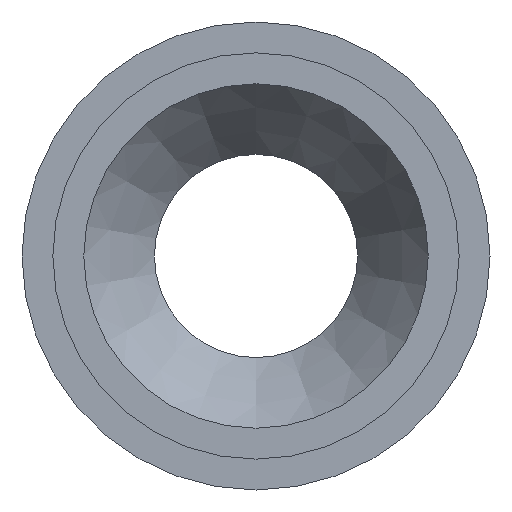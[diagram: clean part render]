
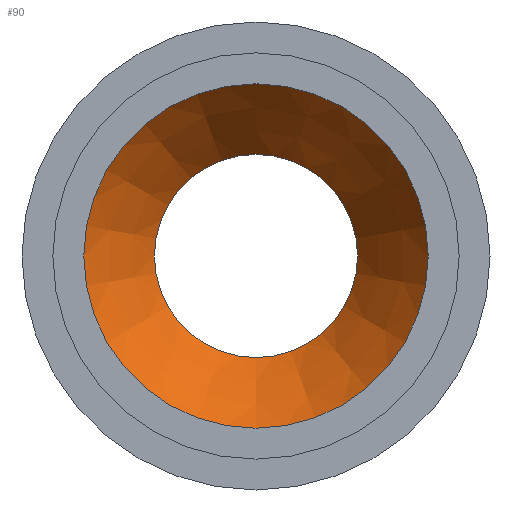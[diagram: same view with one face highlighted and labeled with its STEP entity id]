
A CAD part, front view. The second image highlights one B-rep face of the part: STEP entity #90.
In plain terms, the highlighted conical face has half-angle 35 degrees and reference radius 10.6 mm.
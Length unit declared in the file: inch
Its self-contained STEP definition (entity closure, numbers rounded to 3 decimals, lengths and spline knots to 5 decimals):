
#3 = VERTEX_POINT ( 'NONE', #238 ) ;
#15 = ORIENTED_EDGE ( 'NONE', *, *, #225, .F. ) ;
#19 = CARTESIAN_POINT ( 'NONE',  ( 0., 1.74458, 0. ) ) ;
#29 = CONICAL_SURFACE ( 'NONE', #390, 0.41732, 0.611 ) ;
#36 = CIRCLE ( 'NONE', #367, 0.41732 ) ;
#51 = EDGE_LOOP ( 'NONE', ( #15 ) ) ;
#60 = DIRECTION ( 'NONE',  ( 0., -1., 0. ) ) ;
#84 = DIRECTION ( 'NONE',  ( 0., 0., -1. ) ) ;
#90 = ADVANCED_FACE ( 'NONE', ( #355, #327 ), #29, .F. ) ;
#94 = CIRCLE ( 'NONE', #387, 0.24606 ) ;
#142 = EDGE_CURVE ( 'NONE', #397, #397, #36, .T. ) ;
#150 = CARTESIAN_POINT ( 'NONE',  ( 0., 1.5, -0.41732 ) ) ;
#216 = DIRECTION ( 'NONE',  ( 0., -1., 0. ) ) ;
#225 = EDGE_CURVE ( 'NONE', #3, #3, #94, .T. ) ;
#231 = DIRECTION ( 'NONE',  ( 0., -1., 0. ) ) ;
#238 = CARTESIAN_POINT ( 'NONE',  ( 0.24606, 1.74458, 0. ) ) ;
#266 = CARTESIAN_POINT ( 'NONE',  ( 0., 1.5, 0. ) ) ;
#294 = ORIENTED_EDGE ( 'NONE', *, *, #142, .T. ) ;
#309 = CARTESIAN_POINT ( 'NONE',  ( 0., 1.5, 0. ) ) ;
#327 = FACE_BOUND ( 'NONE', #51, .T. ) ;
#329 = DIRECTION ( 'NONE',  ( 0., 0., -1. ) ) ;
#355 = FACE_OUTER_BOUND ( 'NONE', #392, .T. ) ;
#367 = AXIS2_PLACEMENT_3D ( 'NONE', #266, #231, #329 ) ;
#387 = AXIS2_PLACEMENT_3D ( 'NONE', #19, #216, #411 ) ;
#390 = AXIS2_PLACEMENT_3D ( 'NONE', #309, #60, #84 ) ;
#392 = EDGE_LOOP ( 'NONE', ( #294 ) ) ;
#397 = VERTEX_POINT ( 'NONE', #150 ) ;
#411 = DIRECTION ( 'NONE',  ( 1., 0., 0. ) ) ;
